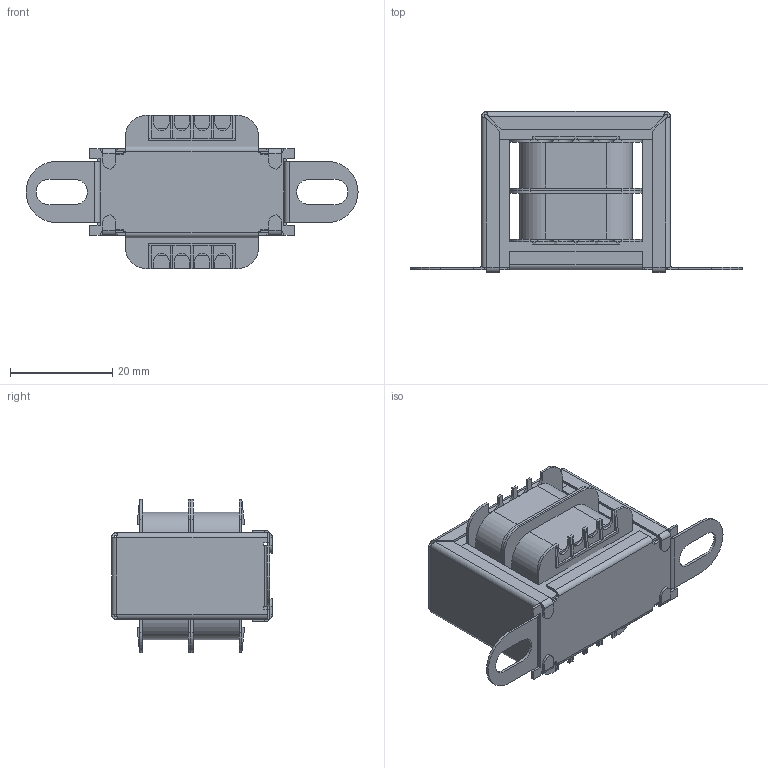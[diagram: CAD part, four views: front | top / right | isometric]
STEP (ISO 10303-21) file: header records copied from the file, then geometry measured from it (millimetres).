
FILE_DESCRIPTION(/* description */ (''),/* implementation_level */ '2;1');
FILE_NAME(/* name */ '9v_Transformer.step',/* time_stamp */ '2017-12-18T14:19:48-03:00',/* author */ ('fernandocesar95'),/* organization */ (''),/* preprocessor_version */ 'ST-DEVELOPER v16.13',/* originating_system */ 'Autodesk Translation Framework v6.5.0.72',/* authorisation */ '');
FILE_SCHEMA (('AUTOMOTIVE_DESIGN { 1 0 10303 214 3 1 1 }'));
Length unit declared in the file: millimetre
Products named in the file (10): Transformer; Core; conductive_sheet; shell; base; Support; Washer; Washer (1); Support (1); Spiral
Assembly tree (41 placements, depth 3):
  Transformer
    Core
      conductive_sheet  x32
    shell
    base
    Support
    Washer
    Washer (1)
    Support (1)
    Spiral  x2
Bounding box: 65 x 31.5 x 30 mm (x, y, z)
Volume: 18204.2 mm3; surface area: 55805.4 mm2
Topology: 40 solids, 40 shells, 904 faces, 2272 edges, 1448 vertices
Faces by surface type: plane 802, cylinder 94, bspline 8
Entity records: 13724 total; most frequent: CARTESIAN_POINT 2555, DIRECTION 2230, ORIENTED_EDGE 2216, EDGE_CURVE 1108, LINE 928, VECTOR 928, VERTEX_POINT 672, AXIS2_PLACEMENT_3D 651
